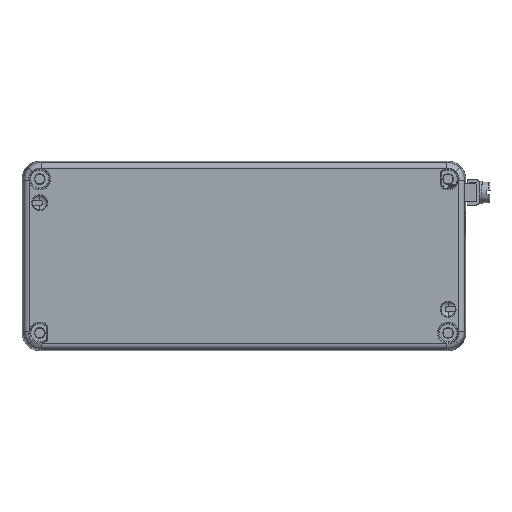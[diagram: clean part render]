
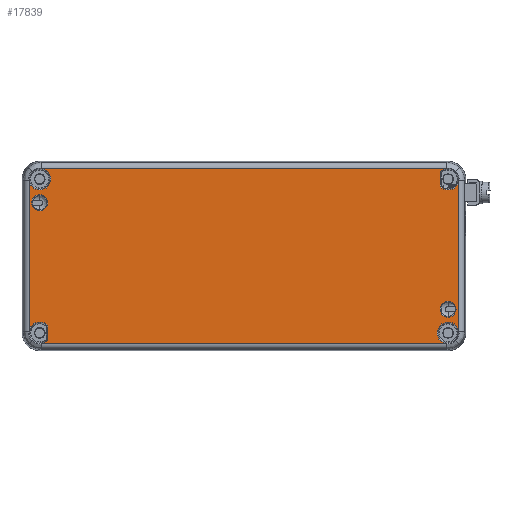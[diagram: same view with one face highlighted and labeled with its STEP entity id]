
A CAD part, front view. The second image highlights one B-rep face of the part: STEP entity #17839.
In plain terms, the highlighted planar face has unit normal (0, -1, 0).
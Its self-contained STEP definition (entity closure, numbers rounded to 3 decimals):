
#223=PLANE('',#19285);
#657=LINE('',#26940,#1911);
#658=LINE('',#26943,#1912);
#659=LINE('',#26947,#1913);
#660=LINE('',#26952,#1914);
#661=LINE('',#26954,#1915);
#662=LINE('',#26960,#1916);
#1911=VECTOR('',#21368,1000.);
#1912=VECTOR('',#21371,1000.);
#1913=VECTOR('',#21374,1000.);
#1914=VECTOR('',#21379,1000.);
#1915=VECTOR('',#21380,1000.);
#1916=VECTOR('',#21385,1000.);
#3173=ELLIPSE('',#19287,0.375,0.348);
#3174=ELLIPSE('',#19288,0.375,0.348);
#3175=ELLIPSE('',#19291,0.375,0.348);
#3176=ELLIPSE('',#19292,0.375,0.348);
#4392=FACE_BOUND('',#5870,.T.);
#4393=FACE_BOUND('',#5871,.T.);
#4583=FACE_OUTER_BOUND('',#5869,.T.);
#5869=EDGE_LOOP('',(#12558,#12559,#12560,#12561,#12562,#12563,#12564,#12565,
#12566,#12567,#12568,#12569,#12570,#12571,#12572,#12573));
#5870=EDGE_LOOP('',(#12574));
#5871=EDGE_LOOP('',(#12575));
#7153=CIRCLE('',#19124,2.698);
#7169=CIRCLE('',#19150,2.698);
#7190=CIRCLE('',#19181,3.692);
#7196=CIRCLE('',#19189,3.695);
#7251=CIRCLE('',#19286,3.692);
#7252=CIRCLE('',#19289,3.695);
#7253=CIRCLE('',#19290,3.695);
#7254=CIRCLE('',#19293,3.695);
#8038=VERTEX_POINT('',#26052);
#8054=VERTEX_POINT('',#26094);
#8075=VERTEX_POINT('',#26145);
#8076=VERTEX_POINT('',#26147);
#8081=VERTEX_POINT('',#26159);
#8082=VERTEX_POINT('',#26161);
#8187=VERTEX_POINT('',#26938);
#8188=VERTEX_POINT('',#26939);
#8189=VERTEX_POINT('',#26941);
#8190=VERTEX_POINT('',#26944);
#8191=VERTEX_POINT('',#26946);
#8192=VERTEX_POINT('',#26948);
#8193=VERTEX_POINT('',#26950);
#8194=VERTEX_POINT('',#26953);
#8195=VERTEX_POINT('',#26955);
#8196=VERTEX_POINT('',#26957);
#8197=VERTEX_POINT('',#26959);
#8198=VERTEX_POINT('',#26961);
#9668=EDGE_CURVE('',#8038,#8038,#7153,.T.);
#9684=EDGE_CURVE('',#8054,#8054,#7169,.T.);
#9705=EDGE_CURVE('',#8076,#8075,#7190,.T.);
#9711=EDGE_CURVE('',#8082,#8081,#7196,.T.);
#9823=EDGE_CURVE('',#8187,#8188,#657,.T.);
#9824=EDGE_CURVE('',#8188,#8189,#7251,.T.);
#9825=EDGE_CURVE('',#8189,#8082,#658,.T.);
#9826=EDGE_CURVE('',#8190,#8081,#3173,.T.);
#9827=EDGE_CURVE('',#8190,#8191,#659,.T.);
#9828=EDGE_CURVE('',#8192,#8191,#3174,.T.);
#9829=EDGE_CURVE('',#8192,#8193,#7252,.T.);
#9830=EDGE_CURVE('',#8193,#8076,#660,.T.);
#9831=EDGE_CURVE('',#8075,#8194,#661,.T.);
#9832=EDGE_CURVE('',#8194,#8195,#7253,.T.);
#9833=EDGE_CURVE('',#8196,#8195,#3175,.T.);
#9834=EDGE_CURVE('',#8196,#8197,#662,.T.);
#9835=EDGE_CURVE('',#8198,#8197,#3176,.T.);
#9836=EDGE_CURVE('',#8198,#8187,#7254,.T.);
#12558=ORIENTED_EDGE('',*,*,#9823,.T.);
#12559=ORIENTED_EDGE('',*,*,#9824,.T.);
#12560=ORIENTED_EDGE('',*,*,#9825,.T.);
#12561=ORIENTED_EDGE('',*,*,#9711,.T.);
#12562=ORIENTED_EDGE('',*,*,#9826,.F.);
#12563=ORIENTED_EDGE('',*,*,#9827,.T.);
#12564=ORIENTED_EDGE('',*,*,#9828,.F.);
#12565=ORIENTED_EDGE('',*,*,#9829,.T.);
#12566=ORIENTED_EDGE('',*,*,#9830,.T.);
#12567=ORIENTED_EDGE('',*,*,#9705,.T.);
#12568=ORIENTED_EDGE('',*,*,#9831,.T.);
#12569=ORIENTED_EDGE('',*,*,#9832,.T.);
#12570=ORIENTED_EDGE('',*,*,#9833,.F.);
#12571=ORIENTED_EDGE('',*,*,#9834,.T.);
#12572=ORIENTED_EDGE('',*,*,#9835,.F.);
#12573=ORIENTED_EDGE('',*,*,#9836,.T.);
#12574=ORIENTED_EDGE('',*,*,#9684,.T.);
#12575=ORIENTED_EDGE('',*,*,#9668,.T.);
#17839=ADVANCED_FACE('',(#4583,#4392,#4393),#223,.F.);
#19124=AXIS2_PLACEMENT_3D('',#26053,#21042,#21043);
#19150=AXIS2_PLACEMENT_3D('',#26095,#21094,#21095);
#19181=AXIS2_PLACEMENT_3D('',#26148,#21156,#21157);
#19189=AXIS2_PLACEMENT_3D('',#26162,#21172,#21173);
#19285=AXIS2_PLACEMENT_3D('',#26937,#21366,#21367);
#19286=AXIS2_PLACEMENT_3D('',#26942,#21369,#21370);
#19287=AXIS2_PLACEMENT_3D('',#26945,#21372,#21373);
#19288=AXIS2_PLACEMENT_3D('',#26949,#21375,#21376);
#19289=AXIS2_PLACEMENT_3D('',#26951,#21377,#21378);
#19290=AXIS2_PLACEMENT_3D('',#26956,#21381,#21382);
#19291=AXIS2_PLACEMENT_3D('',#26958,#21383,#21384);
#19292=AXIS2_PLACEMENT_3D('',#26962,#21386,#21387);
#19293=AXIS2_PLACEMENT_3D('',#26963,#21388,#21389);
#21042=DIRECTION('center_axis',(0.,1.,0.));
#21043=DIRECTION('ref_axis',(0.,0.,1.));
#21094=DIRECTION('center_axis',(0.,1.,0.));
#21095=DIRECTION('ref_axis',(0.,0.,1.));
#21156=DIRECTION('center_axis',(0.,1.,0.));
#21157=DIRECTION('ref_axis',(0.,0.,1.));
#21172=DIRECTION('center_axis',(0.,1.,0.));
#21173=DIRECTION('ref_axis',(0.,0.,1.));
#21366=DIRECTION('center_axis',(0.,1.,0.));
#21367=DIRECTION('ref_axis',(0.,0.,1.));
#21368=DIRECTION('',(-1.,0.,0.));
#21369=DIRECTION('center_axis',(0.,1.,0.));
#21370=DIRECTION('ref_axis',(0.,0.,1.));
#21371=DIRECTION('',(0.,0.,-1.));
#21372=DIRECTION('center_axis',(0.,-1.,0.));
#21373=DIRECTION('ref_axis',(0.391,0.,-0.921));
#21374=DIRECTION('',(0.,0.,-1.));
#21375=DIRECTION('center_axis',(0.,-1.,0.));
#21376=DIRECTION('ref_axis',(-0.384,0.,-0.923));
#21377=DIRECTION('center_axis',(0.,1.,0.));
#21378=DIRECTION('ref_axis',(0.,0.,1.));
#21379=DIRECTION('',(1.,0.,0.));
#21380=DIRECTION('',(0.,0.,1.));
#21381=DIRECTION('center_axis',(0.,1.,0.));
#21382=DIRECTION('ref_axis',(0.,0.,1.));
#21383=DIRECTION('center_axis',(0.,-1.,0.));
#21384=DIRECTION('ref_axis',(0.391,0.,-0.921));
#21385=DIRECTION('',(0.,0.,1.));
#21386=DIRECTION('center_axis',(0.,-1.,0.));
#21387=DIRECTION('ref_axis',(-0.384,0.,-0.923));
#21388=DIRECTION('center_axis',(0.,1.,0.));
#21389=DIRECTION('ref_axis',(0.,0.,1.));
#26052=CARTESIAN_POINT('',(-69.,-25.,20.698));
#26053=CARTESIAN_POINT('Origin',(-69.,-25.,18.));
#26094=CARTESIAN_POINT('',(69.,-25.,-15.302));
#26095=CARTESIAN_POINT('Origin',(69.,-25.,-18.));
#26145=CARTESIAN_POINT('',(72.54,-25.,-24.951));
#26147=CARTESIAN_POINT('',(67.951,-25.,-29.54));
#26148=CARTESIAN_POINT('Origin',(69.,-25.,-26.));
#26159=CARTESIAN_POINT('',(-66.425,-25.,-23.351));
#26161=CARTESIAN_POINT('',(-72.54,-25.,-24.941));
#26162=CARTESIAN_POINT('Origin',(-69.,-25.,-26.));
#26937=CARTESIAN_POINT('Origin',(-75.,-25.,32.));
#26938=CARTESIAN_POINT('',(67.941,-25.,29.54));
#26939=CARTESIAN_POINT('',(-67.951,-25.,29.54));
#26940=CARTESIAN_POINT('',(-68.501,-25.,29.54));
#26941=CARTESIAN_POINT('',(-72.54,-25.,24.951));
#26942=CARTESIAN_POINT('Origin',(-69.,-25.,26.));
#26943=CARTESIAN_POINT('',(-72.54,-25.,-25.501));
#26944=CARTESIAN_POINT('',(-66.303,-25.,-23.638));
#26945=CARTESIAN_POINT('Origin',(-66.656,-25.,-23.618));
#26946=CARTESIAN_POINT('',(-66.303,-25.,-28.362));
#26947=CARTESIAN_POINT('',(-66.303,-25.,-28.449));
#26948=CARTESIAN_POINT('',(-66.425,-25.,-28.649));
#26949=CARTESIAN_POINT('Origin',(-66.656,-25.,-28.382));
#26950=CARTESIAN_POINT('',(-67.941,-25.,-29.54));
#26951=CARTESIAN_POINT('Origin',(-69.,-25.,-26.));
#26952=CARTESIAN_POINT('',(68.501,-25.,-29.54));
#26953=CARTESIAN_POINT('',(72.54,-25.,24.941));
#26954=CARTESIAN_POINT('',(72.54,-25.,25.501));
#26955=CARTESIAN_POINT('',(66.425,-25.,23.351));
#26956=CARTESIAN_POINT('Origin',(69.,-25.,26.));
#26957=CARTESIAN_POINT('',(66.303,-25.,23.638));
#26958=CARTESIAN_POINT('Origin',(66.656,-25.,23.618));
#26959=CARTESIAN_POINT('',(66.303,-25.,28.362));
#26960=CARTESIAN_POINT('',(66.303,-25.,28.449));
#26961=CARTESIAN_POINT('',(66.425,-25.,28.649));
#26962=CARTESIAN_POINT('Origin',(66.656,-25.,28.382));
#26963=CARTESIAN_POINT('Origin',(69.,-25.,26.));
